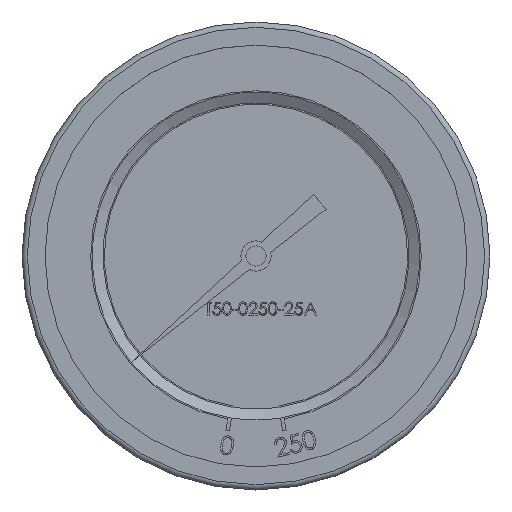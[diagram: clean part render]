
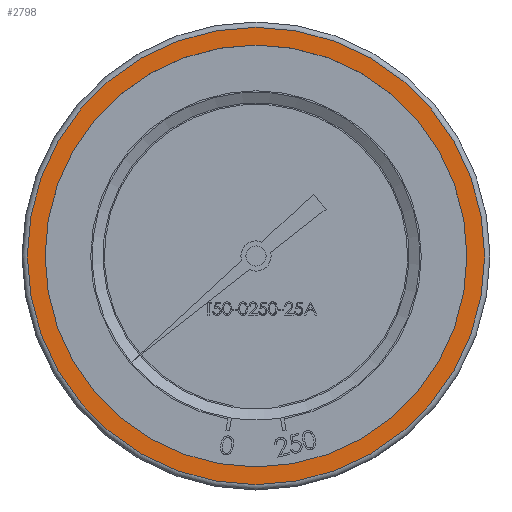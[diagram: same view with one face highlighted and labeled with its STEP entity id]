
A CAD part, top view. The second image highlights one B-rep face of the part: STEP entity #2798.
In plain terms, the highlighted planar face has unit normal (0, 0, 1).
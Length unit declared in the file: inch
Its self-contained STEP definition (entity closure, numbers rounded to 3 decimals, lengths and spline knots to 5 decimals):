
#388 = DIRECTION ( 'NONE',  ( 0., 0., 1. ) ) ;
#746 = CARTESIAN_POINT ( 'NONE',  ( -2.58, 0., 0. ) ) ;
#850 = VERTEX_POINT ( 'NONE', #23047 ) ;
#1920 = EDGE_CURVE ( 'NONE', #2985, #2985, #18863, .T. ) ;
#2592 = AXIS2_PLACEMENT_3D ( 'NONE', #23697, #12053, #14274 ) ;
#2798 = ADVANCED_FACE ( 'NONE', ( #2822, #5185 ), #20219, .F. ) ;
#2822 = FACE_OUTER_BOUND ( 'NONE', #19662, .T. ) ;
#2985 = VERTEX_POINT ( 'NONE', #746 ) ;
#5185 = FACE_BOUND ( 'NONE', #22456, .T. ) ;
#10368 = AXIS2_PLACEMENT_3D ( 'NONE', #21287, #388, #13598 ) ;
#12053 = DIRECTION ( 'NONE',  ( 0., 0., 1. ) ) ;
#12421 = DIRECTION ( 'NONE',  ( 0., 0., -1. ) ) ;
#13069 = EDGE_CURVE ( 'NONE', #850, #850, #14347, .T. ) ;
#13598 = DIRECTION ( 'NONE',  ( -1., 0., 0. ) ) ;
#14274 = DIRECTION ( 'NONE',  ( -1., 0., 0. ) ) ;
#14347 = CIRCLE ( 'NONE', #10368, 2.38 ) ;
#16042 = ORIENTED_EDGE ( 'NONE', *, *, #1920, .T. ) ;
#16521 = CARTESIAN_POINT ( 'NONE',  ( 0., 0., 0. ) ) ;
#18863 = CIRCLE ( 'NONE', #2592, 2.58 ) ;
#19662 = EDGE_LOOP ( 'NONE', ( #16042 ) ) ;
#20219 = PLANE ( 'NONE',  #21498 ) ;
#20797 = ORIENTED_EDGE ( 'NONE', *, *, #13069, .F. ) ;
#21287 = CARTESIAN_POINT ( 'NONE',  ( 0., 0., 0. ) ) ;
#21498 = AXIS2_PLACEMENT_3D ( 'NONE', #16521, #12421, #24072 ) ;
#22456 = EDGE_LOOP ( 'NONE', ( #20797 ) ) ;
#23047 = CARTESIAN_POINT ( 'NONE',  ( -2.38, 0., 0. ) ) ;
#23697 = CARTESIAN_POINT ( 'NONE',  ( 0., 0., 0. ) ) ;
#24072 = DIRECTION ( 'NONE',  ( -1., 0., 0. ) ) ;
